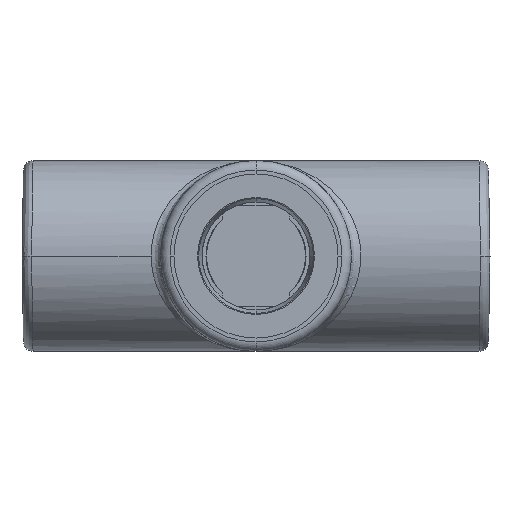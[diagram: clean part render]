
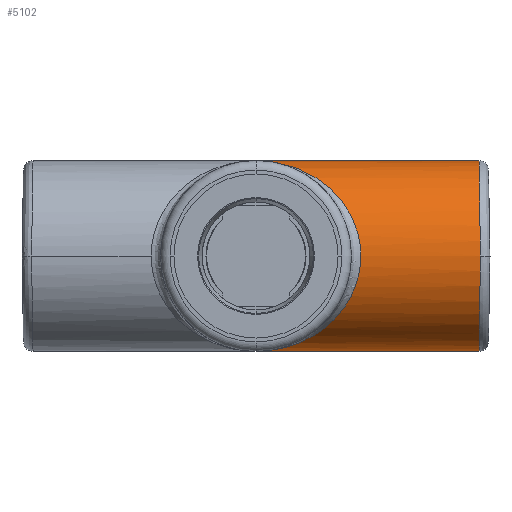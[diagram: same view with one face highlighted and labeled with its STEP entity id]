
A CAD part, front view. The second image highlights one B-rep face of the part: STEP entity #5102.
In plain terms, the highlighted cylindrical face has radius 23.812 mm (diameter 47.625 mm), a partial arc.
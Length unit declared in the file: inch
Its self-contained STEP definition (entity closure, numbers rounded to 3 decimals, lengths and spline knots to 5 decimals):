
#415 = VECTOR ( 'NONE', #16429, 39.37008 ) ;
#1471 = EDGE_CURVE ( 'NONE', #5608, #2107, #3162, .T. ) ;
#2107 = VERTEX_POINT ( 'NONE', #8022 ) ;
#3032 = VERTEX_POINT ( 'NONE', #15695 ) ;
#3162 = LINE ( 'NONE', #19362, #4001 ) ;
#3179 = EDGE_CURVE ( 'NONE', #7017, #3032, #13711, .T. ) ;
#3279 =( BOUNDED_CURVE ( )  B_SPLINE_CURVE ( 3, ( #6389, #3365, #23185, #10646 ),
 .UNSPECIFIED., .F., .T. ) 
 B_SPLINE_CURVE_WITH_KNOTS ( ( 4, 4 ),
 ( 1.5708, 4.71239 ),
 .UNSPECIFIED. ) 
 CURVE ( )  GEOMETRIC_REPRESENTATION_ITEM ( )  RATIONAL_B_SPLINE_CURVE ( ( 1., 0.333, 0.333, 1. ) ) 
 REPRESENTATION_ITEM ( '' )  );
#3365 = CARTESIAN_POINT ( 'NONE',  ( 2.0625, -1.875, 0.9375 ) ) ;
#4001 = VECTOR ( 'NONE', #14962, 39.37008 ) ;
#5102 = ADVANCED_FACE ( 'NONE', ( #8910 ), #18284, .T. ) ;
#5608 = VERTEX_POINT ( 'NONE', #10972 ) ;
#6389 = CARTESIAN_POINT ( 'NONE',  ( 0., 0., 0.9375 ) ) ;
#6726 = ORIENTED_EDGE ( 'NONE', *, *, #18979, .F. ) ;
#7017 = VERTEX_POINT ( 'NONE', #12600 ) ;
#7431 = CARTESIAN_POINT ( 'NONE',  ( 2.19351, 0., 0.9375 ) ) ;
#8022 = CARTESIAN_POINT ( 'NONE',  ( 0., 0., 0.9375 ) ) ;
#8596 = ORIENTED_EDGE ( 'NONE', *, *, #3179, .F. ) ;
#8910 = FACE_OUTER_BOUND ( 'NONE', #22328, .T. ) ;
#10646 = CARTESIAN_POINT ( 'NONE',  ( 0., 0., -0.9375 ) ) ;
#10918 = CARTESIAN_POINT ( 'NONE',  ( 0., 0., -0.9375 ) ) ;
#10972 = CARTESIAN_POINT ( 'NONE',  ( 2.19351, 0., 0.9375 ) ) ;
#11089 = EDGE_CURVE ( 'NONE', #7017, #5608, #20249, .T. ) ;
#11624 = EDGE_CURVE ( 'NONE', #2107, #15871, #3279, .T. ) ;
#11699 = DIRECTION ( 'NONE',  ( 0., 0., -1. ) ) ;
#11734 = DIRECTION ( 'NONE',  ( 1., 0., 0. ) ) ;
#11758 = CARTESIAN_POINT ( 'NONE',  ( 2.302, 0., 0. ) ) ;
#12600 = CARTESIAN_POINT ( 'NONE',  ( 2.20824, -0.9375, 0. ) ) ;
#12948 = LINE ( 'NONE', #24873, #415 ) ;
#13680 = ORIENTED_EDGE ( 'NONE', *, *, #11624, .T. ) ;
#13711 =( BOUNDED_CURVE ( )  B_SPLINE_CURVE ( 3, ( #27305, #26433, #26427, #27869 ),
 .UNSPECIFIED., .F., .F. ) 
 B_SPLINE_CURVE_WITH_KNOTS ( ( 4, 4 ),
 ( 1.5708, 3.14159 ),
 .UNSPECIFIED. ) 
 CURVE ( )  GEOMETRIC_REPRESENTATION_ITEM ( )  RATIONAL_B_SPLINE_CURVE ( ( 1., 0.805, 0.805, 1. ) ) 
 REPRESENTATION_ITEM ( '' )  );
#14962 = DIRECTION ( 'NONE',  ( -1., 0., 0. ) ) ;
#15652 = CARTESIAN_POINT ( 'NONE',  ( 2.20824, -0.9375, 0. ) ) ;
#15695 = CARTESIAN_POINT ( 'NONE',  ( 2.19351, 0., -0.9375 ) ) ;
#15871 = VERTEX_POINT ( 'NONE', #10918 ) ;
#16429 = DIRECTION ( 'NONE',  ( -1., 0., 0. ) ) ;
#17595 = AXIS2_PLACEMENT_3D ( 'NONE', #11758, #11734, #11699 ) ;
#17823 = CARTESIAN_POINT ( 'NONE',  ( 2.19961, -0.9375, 0.54917 ) ) ;
#18284 = CYLINDRICAL_SURFACE ( 'NONE', #17595, 0.9375 ) ;
#18979 = EDGE_CURVE ( 'NONE', #3032, #15871, #12948, .T. ) ;
#19362 = CARTESIAN_POINT ( 'NONE',  ( 4.4216, 0., 0.9375 ) ) ;
#19646 = ORIENTED_EDGE ( 'NONE', *, *, #1471, .T. ) ;
#19962 = CARTESIAN_POINT ( 'NONE',  ( 2.19351, -0.54917, 0.9375 ) ) ;
#20249 =( BOUNDED_CURVE ( )  B_SPLINE_CURVE ( 3, ( #15652, #17823, #19962, #7431 ),
 .UNSPECIFIED., .F., .T. ) 
 B_SPLINE_CURVE_WITH_KNOTS ( ( 4, 4 ),
 ( 1.5708, 3.14159 ),
 .UNSPECIFIED. ) 
 CURVE ( )  GEOMETRIC_REPRESENTATION_ITEM ( )  RATIONAL_B_SPLINE_CURVE ( ( 1., 0.805, 0.805, 1. ) ) 
 REPRESENTATION_ITEM ( '' )  );
#22328 = EDGE_LOOP ( 'NONE', ( #13680, #6726, #8596, #27739, #19646 ) ) ;
#23185 = CARTESIAN_POINT ( 'NONE',  ( 2.0625, -1.875, -0.9375 ) ) ;
#24873 = CARTESIAN_POINT ( 'NONE',  ( 4.4216, 0., -0.9375 ) ) ;
#26427 = CARTESIAN_POINT ( 'NONE',  ( 2.19351, -0.54917, -0.9375 ) ) ;
#26433 = CARTESIAN_POINT ( 'NONE',  ( 2.19961, -0.9375, -0.54917 ) ) ;
#27305 = CARTESIAN_POINT ( 'NONE',  ( 2.20824, -0.9375, 0. ) ) ;
#27739 = ORIENTED_EDGE ( 'NONE', *, *, #11089, .T. ) ;
#27869 = CARTESIAN_POINT ( 'NONE',  ( 2.19351, 0., -0.9375 ) ) ;
